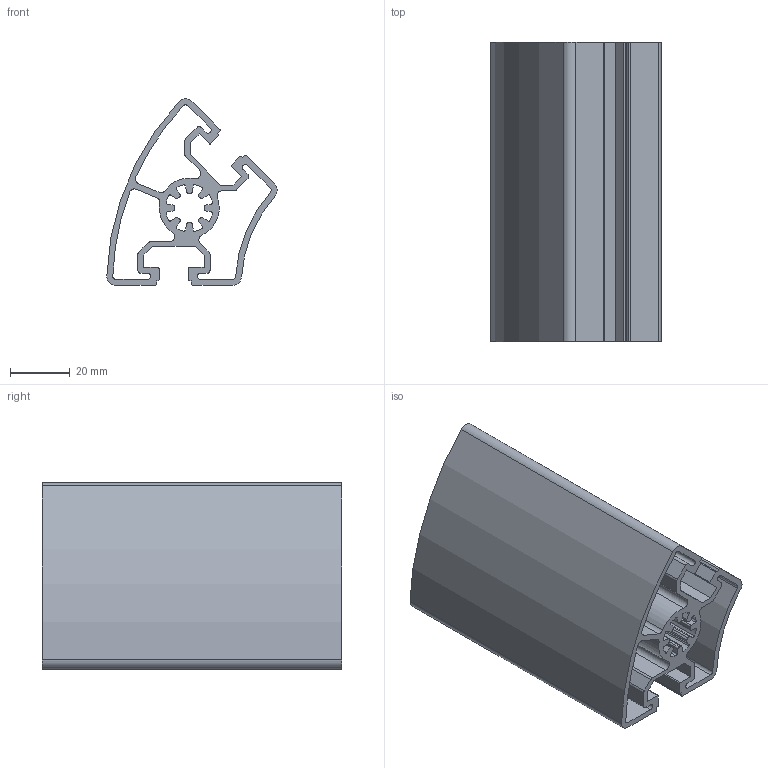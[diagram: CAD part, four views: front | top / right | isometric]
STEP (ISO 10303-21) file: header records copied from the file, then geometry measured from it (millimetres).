
FILE_DESCRIPTION( ( 'Unknown' ), '1' );
FILE_NAME( '6111016', 'Unknown', ( 'Unknown' ), ( 'JUGARD+KÜNSTNER GmbH' ), 'XStep 1.0', 'Unknown', ' ' );
FILE_SCHEMA( ( 'automotive_design' ) );
Length unit declared in the file: millimetre
Products named in the file (1): 1
Bounding box: 56.95 x 100 x 62.36 mm (x, y, z)
Volume: 74095.5 mm3; surface area: 67168.5 mm2
Topology: 1 solids, 1 shells, 166 faces, 492 edges, 328 vertices
Faces by surface type: cylinder 98, plane 68
Entity records: 6992 total; most frequent: DIRECTION 1022, CARTESIAN_POINT 987, ORIENTED_EDGE 984, EDGE_CURVE 492, AXIS2_PLACEMENT_3D 363, VERTEX_POINT 328, LINE 296, VECTOR 296
